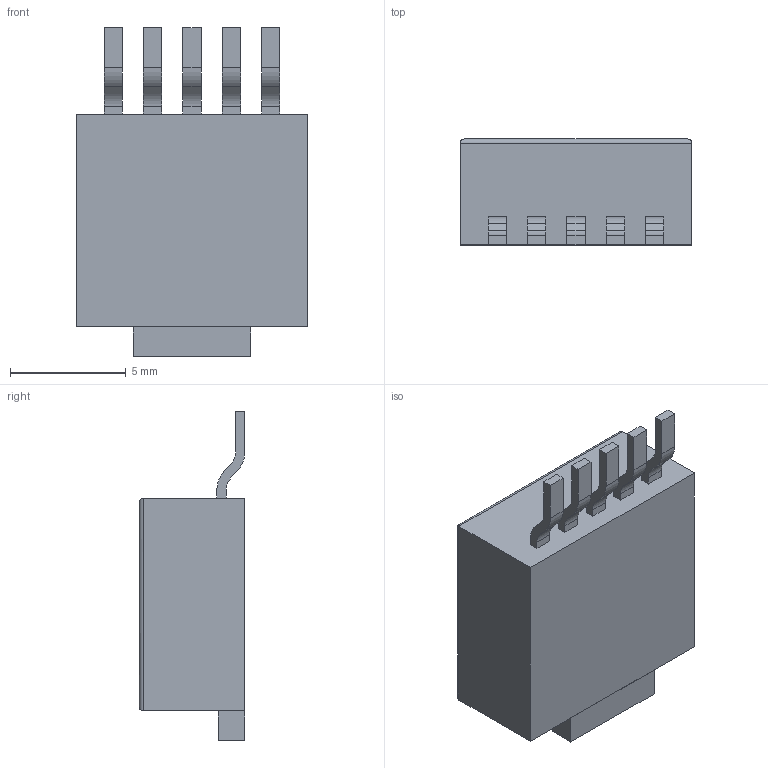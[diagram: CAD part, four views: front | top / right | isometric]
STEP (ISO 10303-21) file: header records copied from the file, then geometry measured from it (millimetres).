
FILE_DESCRIPTION (( 'STEP AP214' ), '1' );
FILE_NAME ( 'D2PAK-5.STEP', '2018-01-12T00:46:49', ( '' ), ( '' ), 'Part was generated with the free Library Expert Lite available at www.PCBLibraries.com. Removing line will violate the End User License Agreement.', '©2017 PCB Libraries, Inc.', '' );
FILE_SCHEMA (( 'AUTOMOTIVE_DESIGN' ));
Length unit declared in the file: millimetre
Products named in the file (1): D2PAK-5
Bounding box: 10.02 x 4.57 x 14.2 mm (x, y, z)
Volume: 434.5 mm3; surface area: 434.5 mm2
Topology: 7 solids, 7 shells, 89 faces, 218 edges, 144 vertices
Faces by surface type: plane 63, cylinder 24, torus 2
Entity records: 2960 total; most frequent: CARTESIAN_POINT 464, DIRECTION 440, ORIENTED_EDGE 436, EDGE_CURVE 218, VECTOR 168, LINE 168, VERTEX_POINT 144, AXIS2_PLACEMENT_3D 136
